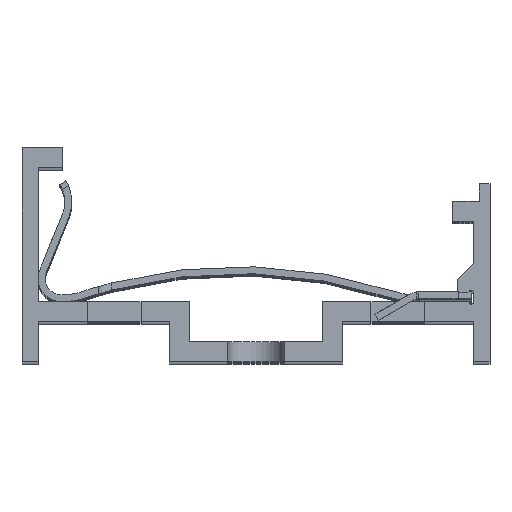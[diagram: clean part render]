
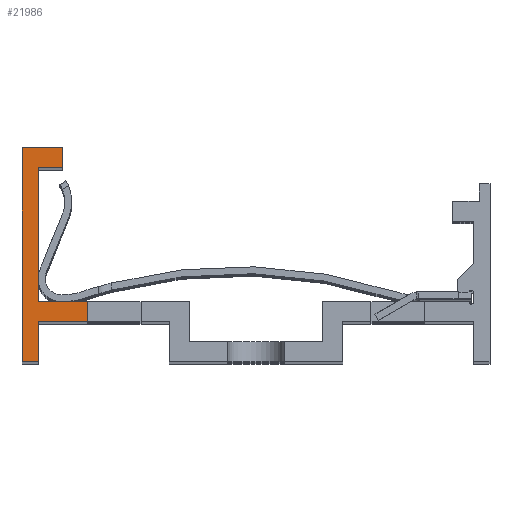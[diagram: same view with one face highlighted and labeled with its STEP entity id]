
A CAD part, top view. The second image highlights one B-rep face of the part: STEP entity #21986.
In plain terms, the highlighted planar face has unit normal (0, 0, 1).
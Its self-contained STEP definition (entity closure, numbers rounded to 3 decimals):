
#1=DIRECTION('',(0.,1.,0.));
#2=VECTOR('',#1,1.5);
#3=CARTESIAN_POINT('',(-12.6,-0.5,2016.));
#4=LINE('',#3,#2);
#5=DIRECTION('',(1.,0.,0.));
#6=VECTOR('',#5,3.7);
#7=CARTESIAN_POINT('',(-16.3,-0.5,2016.));
#8=LINE('',#7,#6);
#9=DIRECTION('',(0.,1.,0.));
#10=VECTOR('',#9,3.);
#11=CARTESIAN_POINT('',(-16.3,-3.5,2016.));
#12=LINE('',#11,#10);
#13=DIRECTION('',(1.,0.,0.));
#14=VECTOR('',#13,1.2);
#15=CARTESIAN_POINT('',(-17.5,-3.5,2016.));
#16=LINE('',#15,#14);
#17=DIRECTION('',(0.,-1.,0.));
#18=VECTOR('',#17,16.);
#19=CARTESIAN_POINT('',(-17.5,12.5,2016.));
#20=LINE('',#19,#18);
#21=DIRECTION('',(-1.,0.,0.));
#22=VECTOR('',#21,3.);
#23=CARTESIAN_POINT('',(-14.5,12.5,2016.));
#24=LINE('',#23,#22);
#25=DIRECTION('',(0.,1.,0.));
#26=VECTOR('',#25,1.5);
#27=CARTESIAN_POINT('',(-14.5,11.,2016.));
#28=LINE('',#27,#26);
#29=DIRECTION('',(1.,0.,0.));
#30=VECTOR('',#29,1.8);
#31=CARTESIAN_POINT('',(-16.3,11.,2016.));
#32=LINE('',#31,#30);
#33=DIRECTION('',(0.,1.,0.));
#34=VECTOR('',#33,10.);
#35=CARTESIAN_POINT('',(-16.3,1.,2016.));
#36=LINE('',#35,#34);
#37=DIRECTION('',(-1.,0.,0.));
#38=VECTOR('',#37,3.7);
#39=CARTESIAN_POINT('',(-12.6,1.,2016.));
#40=LINE('',#39,#38);
#18315=CARTESIAN_POINT('',(-16.3,1.,2016.));
#18316=CARTESIAN_POINT('',(-16.3,11.,2016.));
#18317=VERTEX_POINT('',#18315);
#18318=VERTEX_POINT('',#18316);
#18319=CARTESIAN_POINT('',(-14.5,11.,2016.));
#18320=VERTEX_POINT('',#18319);
#18321=CARTESIAN_POINT('',(-14.5,12.5,2016.));
#18322=VERTEX_POINT('',#18321);
#18323=CARTESIAN_POINT('',(-17.5,12.5,2016.));
#18324=VERTEX_POINT('',#18323);
#18325=CARTESIAN_POINT('',(-17.5,-3.5,2016.));
#18326=VERTEX_POINT('',#18325);
#18327=CARTESIAN_POINT('',(-16.3,-3.5,2016.));
#18328=VERTEX_POINT('',#18327);
#18329=CARTESIAN_POINT('',(-16.3,-0.5,2016.));
#18330=VERTEX_POINT('',#18329);
#18389=CARTESIAN_POINT('',(-12.6,-0.5,2016.));
#18390=CARTESIAN_POINT('',(-12.6,1.,2016.));
#18391=VERTEX_POINT('',#18389);
#18392=VERTEX_POINT('',#18390);
#21959=CARTESIAN_POINT('',(0.,0.,2016.));
#21960=DIRECTION('',(0.,0.,1.));
#21961=DIRECTION('',(1.,0.,0.));
#21962=AXIS2_PLACEMENT_3D('',#21959,#21960,#21961);
#21963=PLANE('',#21962);
#21965=ORIENTED_EDGE('',*,*,#21964,.F.);
#21967=ORIENTED_EDGE('',*,*,#21966,.F.);
#21969=ORIENTED_EDGE('',*,*,#21968,.F.);
#21971=ORIENTED_EDGE('',*,*,#21970,.F.);
#21973=ORIENTED_EDGE('',*,*,#21972,.F.);
#21975=ORIENTED_EDGE('',*,*,#21974,.F.);
#21977=ORIENTED_EDGE('',*,*,#21976,.F.);
#21979=ORIENTED_EDGE('',*,*,#21978,.F.);
#21981=ORIENTED_EDGE('',*,*,#21980,.F.);
#21983=ORIENTED_EDGE('',*,*,#21982,.F.);
#21984=EDGE_LOOP('',(#21965,#21967,#21969,#21971,#21973,#21975,#21977,#21979,
#21981,#21983));
#21985=FACE_OUTER_BOUND('',#21984,.F.);
#21986=ADVANCED_FACE('',(#21985),#21963,.T.);
#21964=EDGE_CURVE('',#18391,#18392,#4,.T.);
#21966=EDGE_CURVE('',#18330,#18391,#8,.T.);
#21968=EDGE_CURVE('',#18328,#18330,#12,.T.);
#21970=EDGE_CURVE('',#18326,#18328,#16,.T.);
#21972=EDGE_CURVE('',#18324,#18326,#20,.T.);
#21974=EDGE_CURVE('',#18322,#18324,#24,.T.);
#21976=EDGE_CURVE('',#18320,#18322,#28,.T.);
#21978=EDGE_CURVE('',#18318,#18320,#32,.T.);
#21980=EDGE_CURVE('',#18317,#18318,#36,.T.);
#21982=EDGE_CURVE('',#18392,#18317,#40,.T.);
